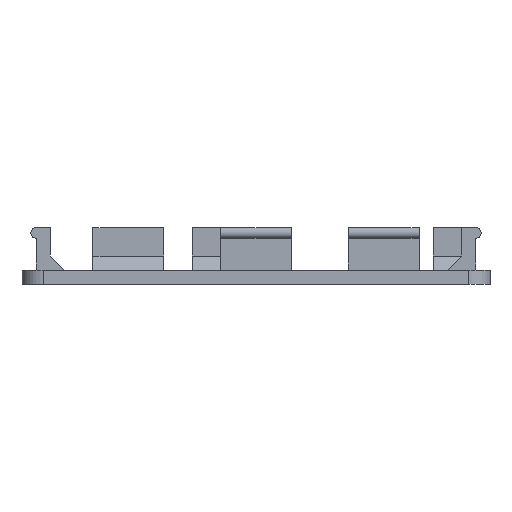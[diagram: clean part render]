
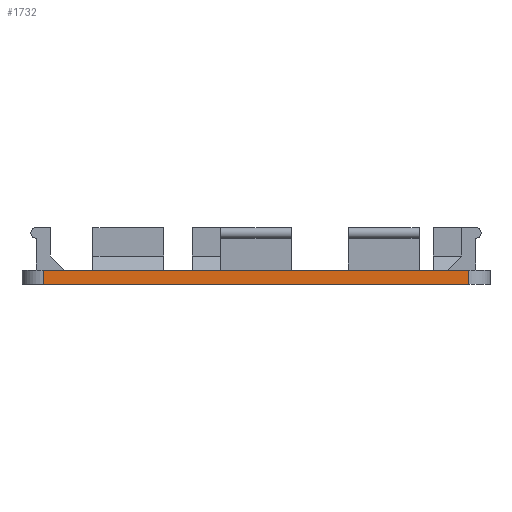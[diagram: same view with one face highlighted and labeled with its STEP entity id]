
A CAD part, left-side view. The second image highlights one B-rep face of the part: STEP entity #1732.
In plain terms, the highlighted planar face has unit normal (-1, 0, 0).
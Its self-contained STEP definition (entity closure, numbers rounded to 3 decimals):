
#128=FACE_OUTER_BOUND('',#235,.T.);
#235=EDGE_LOOP('',(#1428,#1429,#1430,#1431));
#316=LINE('',#2470,#531);
#317=LINE('',#2475,#532);
#318=LINE('',#2478,#533);
#361=LINE('',#2569,#576);
#531=VECTOR('',#1992,10.);
#532=VECTOR('',#1999,10.);
#533=VECTOR('',#2002,10.);
#576=VECTOR('',#2053,10.);
#735=VERTEX_POINT('',#2467);
#736=VERTEX_POINT('',#2469);
#737=VERTEX_POINT('',#2473);
#738=VERTEX_POINT('',#2477);
#911=EDGE_CURVE('',#736,#735,#316,.T.);
#914=EDGE_CURVE('',#736,#737,#317,.T.);
#915=EDGE_CURVE('',#737,#738,#318,.T.);
#961=EDGE_CURVE('',#738,#735,#361,.T.);
#1428=ORIENTED_EDGE('',*,*,#914,.F.);
#1429=ORIENTED_EDGE('',*,*,#911,.T.);
#1430=ORIENTED_EDGE('',*,*,#961,.F.);
#1431=ORIENTED_EDGE('',*,*,#915,.F.);
#1642=PLANE('',#1859);
#1732=ADVANCED_FACE('',(#128),#1642,.T.);
#1859=AXIS2_PLACEMENT_3D('',#2723,#2216,#2217);
#1992=DIRECTION('',(0.,-1.,0.));
#1999=DIRECTION('',(0.,0.,1.));
#2002=DIRECTION('',(0.,-1.,0.));
#2053=DIRECTION('',(0.,0.,-1.));
#2216=DIRECTION('center_axis',(-1.,0.,0.));
#2217=DIRECTION('ref_axis',(0.,-1.,0.));
#2467=CARTESIAN_POINT('',(0.,3.,0.));
#2469=CARTESIAN_POINT('',(0.,63.,0.));
#2470=CARTESIAN_POINT('',(0.,66.,0.));
#2473=CARTESIAN_POINT('',(0.,63.,2.));
#2475=CARTESIAN_POINT('',(0.,63.,0.));
#2477=CARTESIAN_POINT('',(0.,3.,2.));
#2478=CARTESIAN_POINT('',(0.,66.,2.));
#2569=CARTESIAN_POINT('',(0.,3.,0.));
#2723=CARTESIAN_POINT('Origin',(0.,66.,0.));
